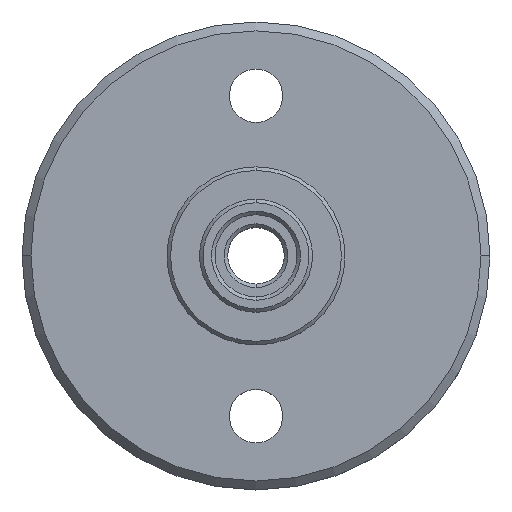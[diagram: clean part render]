
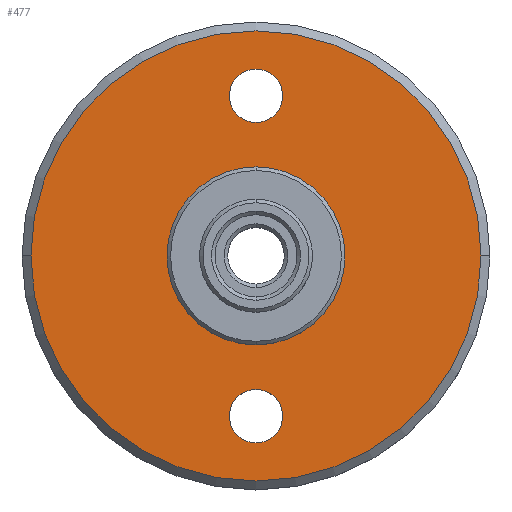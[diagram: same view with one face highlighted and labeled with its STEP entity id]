
A CAD part, top view. The second image highlights one B-rep face of the part: STEP entity #477.
In plain terms, the highlighted planar face has unit normal (0, 0, 1).
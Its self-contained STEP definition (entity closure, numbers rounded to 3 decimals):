
#10 = DIRECTION ( 'NONE',  ( 0., 0., 1. ) ) ;
#17 = EDGE_LOOP ( 'NONE', ( #1186, #657 ) ) ;
#19 = EDGE_LOOP ( 'NONE', ( #252, #1233 ) ) ;
#34 = VERTEX_POINT ( 'NONE', #313 ) ;
#43 = CARTESIAN_POINT ( 'NONE',  ( 0.714, 4.607, 28.089 ) ) ;
#64 = VERTEX_POINT ( 'NONE', #497 ) ;
#77 = VERTEX_POINT ( 'NONE', #675 ) ;
#86 = EDGE_CURVE ( 'NONE', #720, #235, #1149, .T. ) ;
#107 = CARTESIAN_POINT ( 'NONE',  ( -0.786, -4.393, 28.089 ) ) ;
#112 = PLANE ( 'NONE',  #1116 ) ;
#119 = AXIS2_PLACEMENT_3D ( 'NONE', #159, #1210, #763 ) ;
#128 = ORIENTED_EDGE ( 'NONE', *, *, #900, .F. ) ;
#142 = EDGE_LOOP ( 'NONE', ( #1201, #128 ) ) ;
#148 = DIRECTION ( 'NONE',  ( 1., 0., 0. ) ) ;
#155 = VERTEX_POINT ( 'NONE', #823 ) ;
#159 = CARTESIAN_POINT ( 'NONE',  ( 0.714, 4.607, 28.089 ) ) ;
#180 = DIRECTION ( 'NONE',  ( 1., 0., 0. ) ) ;
#181 = DIRECTION ( 'NONE',  ( 0., 0., 1. ) ) ;
#211 = DIRECTION ( 'NONE',  ( 1., 0., 0. ) ) ;
#214 = DIRECTION ( 'NONE',  ( 1., 0., 0. ) ) ;
#228 = FACE_BOUND ( 'NONE', #17, .T. ) ;
#235 = VERTEX_POINT ( 'NONE', #704 ) ;
#252 = ORIENTED_EDGE ( 'NONE', *, *, #779, .F. ) ;
#277 = AXIS2_PLACEMENT_3D ( 'NONE', #557, #554, #560 ) ;
#282 = FACE_OUTER_BOUND ( 'NONE', #380, .T. ) ;
#306 = AXIS2_PLACEMENT_3D ( 'NONE', #43, #724, #148 ) ;
#313 = CARTESIAN_POINT ( 'NONE',  ( 4.714, 4.607, 28.089 ) ) ;
#346 = CIRCLE ( 'NONE', #277, 1.5 ) ;
#380 = EDGE_LOOP ( 'NONE', ( #506, #920 ) ) ;
#416 = CIRCLE ( 'NONE', #119, 4. ) ;
#439 = CIRCLE ( 'NONE', #826, 12.645 ) ;
#453 = DIRECTION ( 'NONE',  ( 0., 0., 1. ) ) ;
#458 = CARTESIAN_POINT ( 'NONE',  ( 0.714, 4.607, 28.089 ) ) ;
#477 = ADVANCED_FACE ( 'NONE', ( #1092, #483, #282, #228 ), #112, .T. ) ;
#483 = FACE_BOUND ( 'NONE', #19, .T. ) ;
#485 = DIRECTION ( 'NONE',  ( 0., 0., 1. ) ) ;
#497 = CARTESIAN_POINT ( 'NONE',  ( -11.93, 4.607, 28.089 ) ) ;
#501 = AXIS2_PLACEMENT_3D ( 'NONE', #975, #878, #211 ) ;
#506 = ORIENTED_EDGE ( 'NONE', *, *, #797, .T. ) ;
#516 = VERTEX_POINT ( 'NONE', #107 ) ;
#554 = DIRECTION ( 'NONE',  ( 0., 0., 1. ) ) ;
#557 = CARTESIAN_POINT ( 'NONE',  ( 0.714, -4.393, 28.089 ) ) ;
#560 = DIRECTION ( 'NONE',  ( 1., 0., 0. ) ) ;
#585 = DIRECTION ( 'NONE',  ( 0., 0., 1. ) ) ;
#596 = DIRECTION ( 'NONE',  ( 1., 0., 0. ) ) ;
#611 = VERTEX_POINT ( 'NONE', #868 ) ;
#626 = CIRCLE ( 'NONE', #945, 1.5 ) ;
#657 = ORIENTED_EDGE ( 'NONE', *, *, #1040, .F. ) ;
#675 = CARTESIAN_POINT ( 'NONE',  ( 2.214, -4.393, 28.089 ) ) ;
#686 = CARTESIAN_POINT ( 'NONE',  ( 0.714, 4.607, 28.089 ) ) ;
#704 = CARTESIAN_POINT ( 'NONE',  ( 2.214, 13.607, 28.089 ) ) ;
#720 = VERTEX_POINT ( 'NONE', #915 ) ;
#724 = DIRECTION ( 'NONE',  ( 0., 0., 1. ) ) ;
#735 = EDGE_CURVE ( 'NONE', #611, #64, #1230, .T. ) ;
#763 = DIRECTION ( 'NONE',  ( 1., 0., 0. ) ) ;
#768 = AXIS2_PLACEMENT_3D ( 'NONE', #1250, #585, #1158 ) ;
#779 = EDGE_CURVE ( 'NONE', #235, #720, #1205, .T. ) ;
#797 = EDGE_CURVE ( 'NONE', #64, #611, #439, .T. ) ;
#802 = AXIS2_PLACEMENT_3D ( 'NONE', #458, #453, #180 ) ;
#823 = CARTESIAN_POINT ( 'NONE',  ( -3.286, 4.607, 28.089 ) ) ;
#826 = AXIS2_PLACEMENT_3D ( 'NONE', #686, #10, #596 ) ;
#837 = EDGE_CURVE ( 'NONE', #77, #516, #626, .T. ) ;
#868 = CARTESIAN_POINT ( 'NONE',  ( 13.359, 4.607, 28.089 ) ) ;
#878 = DIRECTION ( 'NONE',  ( 0., 0., 1. ) ) ;
#900 = EDGE_CURVE ( 'NONE', #516, #77, #346, .T. ) ;
#915 = CARTESIAN_POINT ( 'NONE',  ( -0.786, 13.607, 28.089 ) ) ;
#920 = ORIENTED_EDGE ( 'NONE', *, *, #735, .T. ) ;
#945 = AXIS2_PLACEMENT_3D ( 'NONE', #1164, #485, #1067 ) ;
#975 = CARTESIAN_POINT ( 'NONE',  ( 0.714, 13.607, 28.089 ) ) ;
#977 = CARTESIAN_POINT ( 'NONE',  ( 0.714, 4.607, 28.089 ) ) ;
#998 = EDGE_CURVE ( 'NONE', #155, #34, #1240, .T. ) ;
#1040 = EDGE_CURVE ( 'NONE', #34, #155, #416, .T. ) ;
#1067 = DIRECTION ( 'NONE',  ( 1., 0., 0. ) ) ;
#1092 = FACE_BOUND ( 'NONE', #142, .T. ) ;
#1116 = AXIS2_PLACEMENT_3D ( 'NONE', #977, #181, #214 ) ;
#1149 = CIRCLE ( 'NONE', #768, 1.5 ) ;
#1158 = DIRECTION ( 'NONE',  ( 1., 0., 0. ) ) ;
#1164 = CARTESIAN_POINT ( 'NONE',  ( 0.714, -4.393, 28.089 ) ) ;
#1186 = ORIENTED_EDGE ( 'NONE', *, *, #998, .F. ) ;
#1201 = ORIENTED_EDGE ( 'NONE', *, *, #837, .F. ) ;
#1205 = CIRCLE ( 'NONE', #501, 1.5 ) ;
#1210 = DIRECTION ( 'NONE',  ( 0., 0., 1. ) ) ;
#1230 = CIRCLE ( 'NONE', #306, 12.645 ) ;
#1233 = ORIENTED_EDGE ( 'NONE', *, *, #86, .F. ) ;
#1240 = CIRCLE ( 'NONE', #802, 4. ) ;
#1250 = CARTESIAN_POINT ( 'NONE',  ( 0.714, 13.607, 28.089 ) ) ;
